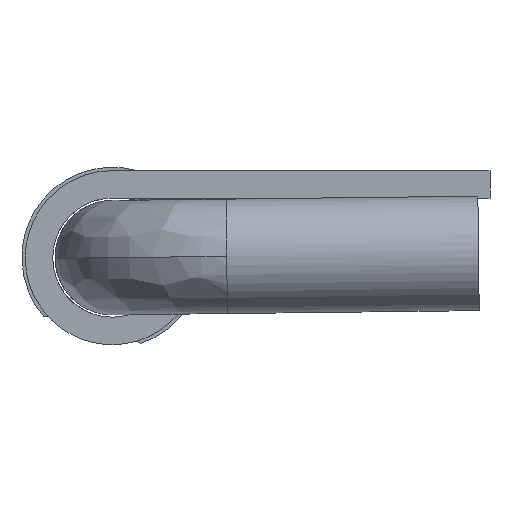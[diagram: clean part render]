
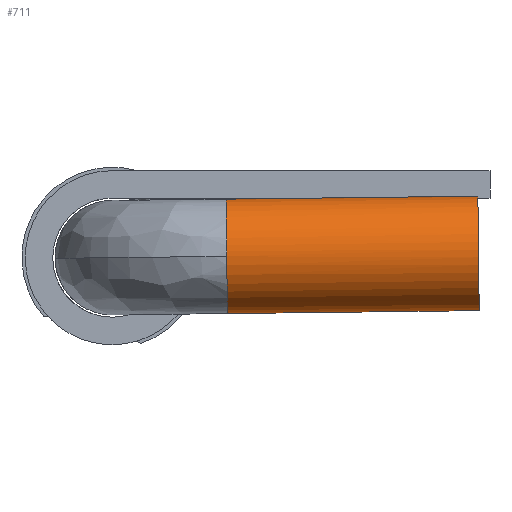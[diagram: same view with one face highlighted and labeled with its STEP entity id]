
A CAD part, front view. The second image highlights one B-rep face of the part: STEP entity #711.
In plain terms, the highlighted free-form (B-spline) face has degree [2, 1] with [5, 2] control points.
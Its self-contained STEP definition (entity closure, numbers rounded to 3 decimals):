
#526 = VERTEX_POINT('',#527);
#527 = CARTESIAN_POINT('',(-13.985,-62.683,
    0.085));
#533 = EDGE_CURVE('',#534,#526,#536,.T.);
#534 = VERTEX_POINT('',#535);
#535 = CARTESIAN_POINT('',(-14.027,-59.019,
    3.749));
#536 = ( BOUNDED_CURVE() B_SPLINE_CURVE(2,(#537,#538,#539),
.UNSPECIFIED.,.F.,.F.) B_SPLINE_CURVE_WITH_KNOTS((3,3),(3.142,
4.712),.PIECEWISE_BEZIER_KNOTS.) CURVE() 
GEOMETRIC_REPRESENTATION_ITEM() RATIONAL_B_SPLINE_CURVE((1.,
0.707,1.)) REPRESENTATION_ITEM('') );
#537 = CARTESIAN_POINT('',(-14.027,-59.019,
    3.749));
#538 = CARTESIAN_POINT('',(-14.027,-62.683,
    3.749));
#539 = CARTESIAN_POINT('',(-13.985,-62.683,
    0.085));
#711 = ADVANCED_FACE('',(#712),#745,.T.);
#712 = FACE_BOUND('',#713,.T.);
#713 = EDGE_LOOP('',(#714,#715,#723,#730,#740));
#714 = ORIENTED_EDGE('',*,*,#533,.T.);
#715 = ORIENTED_EDGE('',*,*,#716,.T.);
#716 = EDGE_CURVE('',#526,#717,#719,.T.);
#717 = VERTEX_POINT('',#718);
#718 = CARTESIAN_POINT('',(-13.942,-59.019,
    -3.578));
#719 = ( BOUNDED_CURVE() B_SPLINE_CURVE(2,(#720,#721,#722),
.UNSPECIFIED.,.F.,.F.) B_SPLINE_CURVE_WITH_KNOTS((3,3),(4.712,
6.283),.PIECEWISE_BEZIER_KNOTS.) CURVE() 
GEOMETRIC_REPRESENTATION_ITEM() RATIONAL_B_SPLINE_CURVE((1.,
0.707,1.)) REPRESENTATION_ITEM('') );
#720 = CARTESIAN_POINT('',(-13.985,-62.683,
    0.085));
#721 = CARTESIAN_POINT('',(-13.942,-62.683,
    -3.578));
#722 = CARTESIAN_POINT('',(-13.942,-59.019,
    -3.578));
#723 = ORIENTED_EDGE('',*,*,#724,.T.);
#724 = EDGE_CURVE('',#717,#725,#727,.T.);
#725 = VERTEX_POINT('',#726);
#726 = CARTESIAN_POINT('',(2.177,-59.019,-3.391
    ));
#727 = B_SPLINE_CURVE_WITH_KNOTS('',1,(#728,#729),.UNSPECIFIED.,.F.,.F.,
  (2,2),(0.,11.),.PIECEWISE_BEZIER_KNOTS.);
#728 = CARTESIAN_POINT('',(-13.942,-59.019,
    -3.578));
#729 = CARTESIAN_POINT('',(2.177,-59.019,-3.391
    ));
#730 = ORIENTED_EDGE('',*,*,#731,.F.);
#731 = EDGE_CURVE('',#732,#725,#734,.T.);
#732 = VERTEX_POINT('',#733);
#733 = CARTESIAN_POINT('',(2.092,-59.019,3.936
    ));
#734 = ( BOUNDED_CURVE() B_SPLINE_CURVE(2,(#735,#736,#737,#738,#739),
.UNSPECIFIED.,.F.,.F.) B_SPLINE_CURVE_WITH_KNOTS((3,2,3),(3.142,
4.712,6.283),.PIECEWISE_BEZIER_KNOTS.) CURVE() 
GEOMETRIC_REPRESENTATION_ITEM() RATIONAL_B_SPLINE_CURVE((1.,
0.707,1.,0.707,1.)) REPRESENTATION_ITEM('') );
#735 = CARTESIAN_POINT('',(2.092,-59.019,3.936
    ));
#736 = CARTESIAN_POINT('',(2.092,-62.683,3.936
    ));
#737 = CARTESIAN_POINT('',(2.135,-62.683,0.272
    ));
#738 = CARTESIAN_POINT('',(2.177,-62.683,-3.391
    ));
#739 = CARTESIAN_POINT('',(2.177,-59.019,-3.391
    ));
#740 = ORIENTED_EDGE('',*,*,#741,.F.);
#741 = EDGE_CURVE('',#534,#732,#742,.T.);
#742 = B_SPLINE_CURVE_WITH_KNOTS('',1,(#743,#744),.UNSPECIFIED.,.F.,.F.,
  (2,2),(0.,11.),.PIECEWISE_BEZIER_KNOTS.);
#743 = CARTESIAN_POINT('',(-14.027,-59.019,
    3.749));
#744 = CARTESIAN_POINT('',(2.092,-59.019,3.936
    ));
#745 = ( BOUNDED_SURFACE() B_SPLINE_SURFACE(2,1,(
    (#746,#747)
    ,(#748,#749)
    ,(#750,#751)
    ,(#752,#753)
,(#754,#755
    )),.UNSPECIFIED.,.F.,.F.,.F.) B_SPLINE_SURFACE_WITH_KNOTS((3,2,3),(2
    ,2),(0.,1.571,3.142),(0.,11.),
.PIECEWISE_BEZIER_KNOTS.) GEOMETRIC_REPRESENTATION_ITEM() 
RATIONAL_B_SPLINE_SURFACE((
    (1.,1.)
    ,(0.707,0.707)
    ,(1.,1.)
    ,(0.707,0.707)
,(1.,1.))) REPRESENTATION_ITEM('') SURFACE() );
#746 = CARTESIAN_POINT('',(-14.027,-59.019,
    3.749));
#747 = CARTESIAN_POINT('',(2.092,-59.019,3.936
    ));
#748 = CARTESIAN_POINT('',(-14.027,-62.683,
    3.749));
#749 = CARTESIAN_POINT('',(2.092,-62.683,3.936
    ));
#750 = CARTESIAN_POINT('',(-13.985,-62.683,
    0.085));
#751 = CARTESIAN_POINT('',(2.135,-62.683,0.272
    ));
#752 = CARTESIAN_POINT('',(-13.942,-62.683,
    -3.578));
#753 = CARTESIAN_POINT('',(2.177,-62.683,-3.391
    ));
#754 = CARTESIAN_POINT('',(-13.942,-59.019,
    -3.578));
#755 = CARTESIAN_POINT('',(2.177,-59.019,-3.391
    ));
